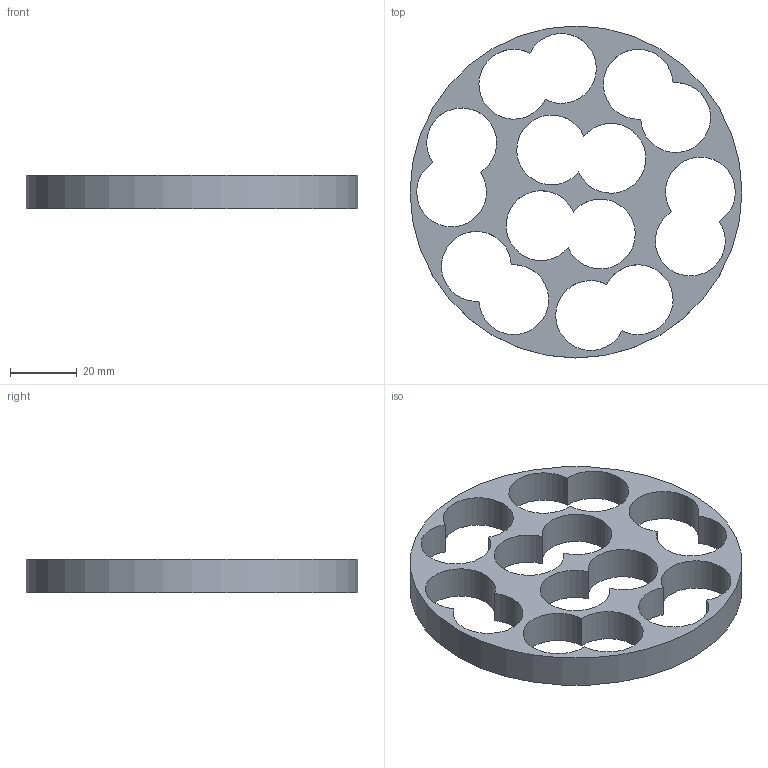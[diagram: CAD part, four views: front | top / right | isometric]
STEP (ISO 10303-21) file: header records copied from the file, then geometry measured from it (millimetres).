
FILE_DESCRIPTION(/* description */ ('Alibre Inc.'),/* implementation_level */ '2;1');
FILE_NAME(/* name */ 'export-231D1A31-6DF5-4BDE-8B39-D3873D6E35DC',/* time_stamp */ '2018-12-26T18:09:25+01:00',/* author */ (''),/* organization */ (''),/* preprocessor_version */ 'ST-DEVELOPER v17',/* originating_system */ 'Alibre',/* authorisation */ '');
FILE_SCHEMA (('CONFIG_CONTROL_DESIGN'));
Length unit declared in the file: centimetre
Products named in the file (1): ID_1
Bounding box: 99.82 x 99.82 x 10 mm (x, y, z)
Volume: 26860.6 mm3; surface area: 16667.3 mm2
Topology: 1 solids, 1 shells, 19 faces, 51 edges, 34 vertices
Faces by surface type: cylinder 17, plane 2
Full cylindrical faces by diameter (mm): 99.821 x1
Entity records: 729 total; most frequent: DIRECTION 120, CARTESIAN_POINT 103, ORIENTED_EDGE 100, AXIS2_PLACEMENT_3D 53, EDGE_CURVE 50, EDGE_LOOP 36, FACE_BOUND 36, VERTEX_POINT 34
